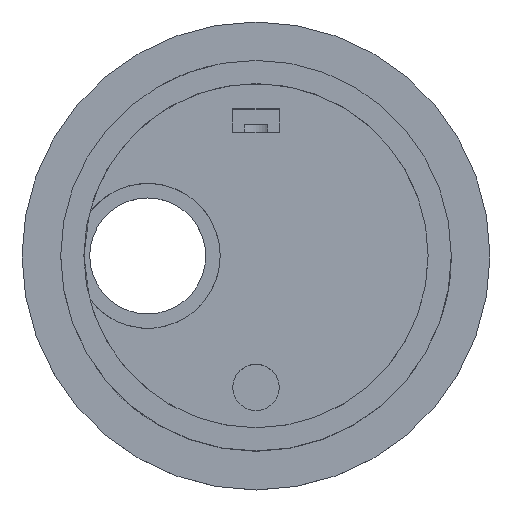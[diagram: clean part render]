
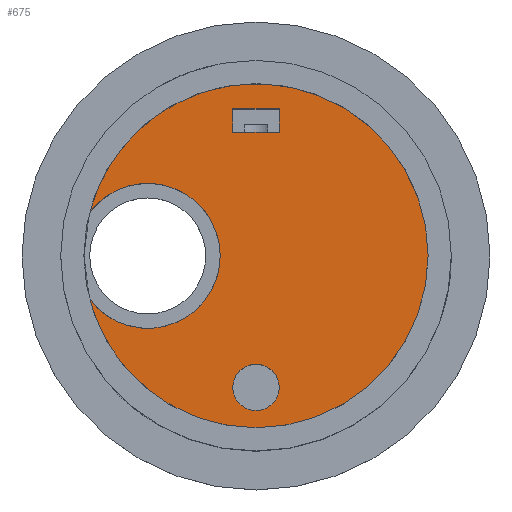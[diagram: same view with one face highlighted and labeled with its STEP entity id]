
A CAD part, top view. The second image highlights one B-rep face of the part: STEP entity #675.
In plain terms, the highlighted planar face has unit normal (0, 0, 1).
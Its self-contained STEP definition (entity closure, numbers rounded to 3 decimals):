
#39=FACE_BOUND('',#225,.T.);
#40=FACE_BOUND('',#226,.T.);
#54=PLANE('',#741);
#76=LINE('',#1029,#119);
#77=LINE('',#1031,#120);
#78=LINE('',#1033,#121);
#79=LINE('',#1034,#122);
#119=VECTOR('',#843,10.);
#120=VECTOR('',#844,10.);
#121=VECTOR('',#845,10.);
#122=VECTOR('',#846,10.);
#180=FACE_OUTER_BOUND('',#224,.T.);
#224=EDGE_LOOP('',(#491,#492,#493,#494));
#225=EDGE_LOOP('',(#495,#496,#497,#498));
#226=EDGE_LOOP('',(#499));
#285=CIRCLE('',#742,9.375);
#286=CIRCLE('',#743,9.375);
#287=CIRCLE('',#744,22.25);
#288=CIRCLE('',#745,22.25);
#289=CIRCLE('',#746,3.);
#318=VERTEX_POINT('',#1019);
#319=VERTEX_POINT('',#1020);
#320=VERTEX_POINT('',#1022);
#321=VERTEX_POINT('',#1024);
#322=VERTEX_POINT('',#1027);
#323=VERTEX_POINT('',#1028);
#324=VERTEX_POINT('',#1030);
#325=VERTEX_POINT('',#1032);
#326=VERTEX_POINT('',#1035);
#387=EDGE_CURVE('',#318,#319,#285,.T.);
#388=EDGE_CURVE('',#319,#320,#286,.T.);
#389=EDGE_CURVE('',#321,#320,#287,.T.);
#390=EDGE_CURVE('',#318,#321,#288,.T.);
#391=EDGE_CURVE('',#322,#323,#76,.T.);
#392=EDGE_CURVE('',#323,#324,#77,.T.);
#393=EDGE_CURVE('',#324,#325,#78,.T.);
#394=EDGE_CURVE('',#325,#322,#79,.T.);
#395=EDGE_CURVE('',#326,#326,#289,.T.);
#491=ORIENTED_EDGE('',*,*,#387,.T.);
#492=ORIENTED_EDGE('',*,*,#388,.T.);
#493=ORIENTED_EDGE('',*,*,#389,.F.);
#494=ORIENTED_EDGE('',*,*,#390,.F.);
#495=ORIENTED_EDGE('',*,*,#391,.T.);
#496=ORIENTED_EDGE('',*,*,#392,.T.);
#497=ORIENTED_EDGE('',*,*,#393,.T.);
#498=ORIENTED_EDGE('',*,*,#394,.T.);
#499=ORIENTED_EDGE('',*,*,#395,.T.);
#675=ADVANCED_FACE('',(#180,#39,#40),#54,.T.);
#741=AXIS2_PLACEMENT_3D('',#1018,#833,#834);
#742=AXIS2_PLACEMENT_3D('',#1021,#835,#836);
#743=AXIS2_PLACEMENT_3D('',#1023,#837,#838);
#744=AXIS2_PLACEMENT_3D('',#1025,#839,#840);
#745=AXIS2_PLACEMENT_3D('',#1026,#841,#842);
#746=AXIS2_PLACEMENT_3D('',#1036,#847,#848);
#833=DIRECTION('center_axis',(0.,0.,1.));
#834=DIRECTION('ref_axis',(-1.,0.,0.));
#835=DIRECTION('center_axis',(0.,0.,-1.));
#836=DIRECTION('ref_axis',(-1.,0.,0.));
#837=DIRECTION('center_axis',(0.,0.,-1.));
#838=DIRECTION('ref_axis',(-1.,0.,0.));
#839=DIRECTION('center_axis',(0.,0.,-1.));
#840=DIRECTION('ref_axis',(-1.,0.,0.));
#841=DIRECTION('center_axis',(0.,0.,-1.));
#842=DIRECTION('ref_axis',(-1.,0.,0.));
#843=DIRECTION('',(0.,-1.,0.));
#844=DIRECTION('',(-1.,0.,0.));
#845=DIRECTION('',(0.,1.,0.));
#846=DIRECTION('',(1.,0.,0.));
#847=DIRECTION('center_axis',(0.,0.,-1.));
#848=DIRECTION('ref_axis',(-1.,0.,0.));
#1018=CARTESIAN_POINT('Origin',(0.,0.,13.));
#1019=CARTESIAN_POINT('',(-21.542,5.569,13.));
#1020=CARTESIAN_POINT('',(-4.625,0.,13.));
#1021=CARTESIAN_POINT('Origin',(-14.,0.,13.));
#1022=CARTESIAN_POINT('',(-21.542,-5.569,13.));
#1023=CARTESIAN_POINT('Origin',(-14.,0.,13.));
#1024=CARTESIAN_POINT('',(22.25,0.,13.));
#1025=CARTESIAN_POINT('Origin',(0.,0.,13.));
#1026=CARTESIAN_POINT('Origin',(0.,0.,13.));
#1027=CARTESIAN_POINT('',(3.,19.,13.));
#1028=CARTESIAN_POINT('',(3.,16.,13.));
#1029=CARTESIAN_POINT('',(3.,9.5,13.));
#1030=CARTESIAN_POINT('',(-3.,16.,13.));
#1031=CARTESIAN_POINT('',(1.5,16.,13.));
#1032=CARTESIAN_POINT('',(-3.,19.,13.));
#1033=CARTESIAN_POINT('',(-3.,8.,13.));
#1034=CARTESIAN_POINT('',(-1.5,19.,13.));
#1035=CARTESIAN_POINT('',(3.,-17.,13.));
#1036=CARTESIAN_POINT('Origin',(0.,-17.,13.));
